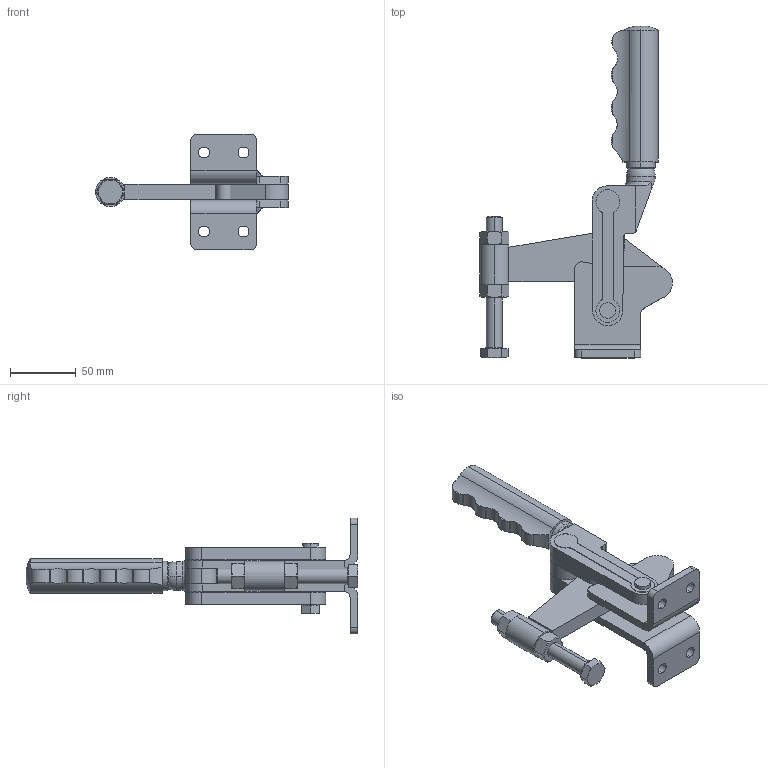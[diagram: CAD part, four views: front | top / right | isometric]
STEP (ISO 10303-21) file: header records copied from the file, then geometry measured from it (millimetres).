
FILE_DESCRIPTION (( 'STEP AP214' ), '1' );
FILE_NAME ('GH-71225(Â²¤Æ)-1.STEP', '2020-03-13T07:18:01', ( 'LinWei' ), ( '' ), 'SwSTEP 2.0', 'SolidWorks 2016', '' );
FILE_SCHEMA (( 'AUTOMOTIVE_DESIGN' ));
Length unit declared in the file: millimetre
Products named in the file (6): Continuous Thread Hexagon Head Bolt_A_JIS-1^GH-71225(Â²¤Æ)-1; Group1^GH-71225(簡化)-1; Group2^GH-71225(簡化)-1; Group4^GH-71225(簡化)-1; Group3^GH-71225(簡化)-1; GH-71225(簡化)-1
Assembly tree (5 placements, depth 2):
  GH-71225(簡化)-1
    Group3^GH-71225(簡化)-1
    Group4^GH-71225(簡化)-1
    Group2^GH-71225(簡化)-1
    Group1^GH-71225(簡化)-1
    Continuous Thread Hexagon Head Bolt_A_JIS-1^GH-71225(Â²¤Æ)-1
Bounding box: 146.2 x 252 x 88 mm (x, y, z)
Volume: 301180 mm3; surface area: 88836.7 mm2
Topology: 6 solids, 6 shells, 306 faces, 764 edges, 479 vertices
Faces by surface type: cylinder 124, plane 121, cone 54, torus 5, sphere 2
Entity records: 10961 total; most frequent: CARTESIAN_POINT 2349, DIRECTION 1549, ORIENTED_EDGE 1516, EDGE_CURVE 758, AXIS2_PLACEMENT_3D 609, VERTEX_POINT 477, EDGE_LOOP 347, LINE 331
